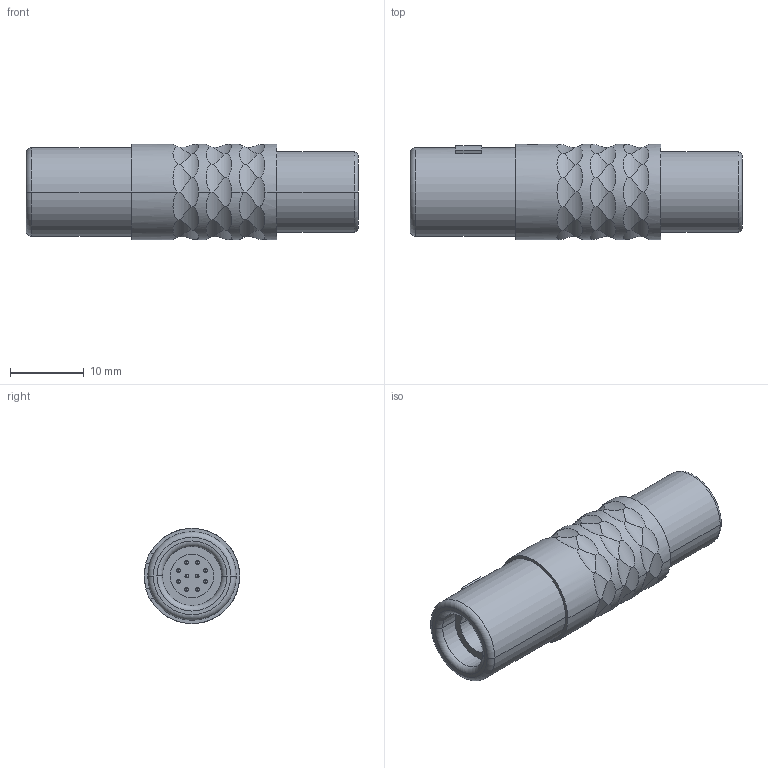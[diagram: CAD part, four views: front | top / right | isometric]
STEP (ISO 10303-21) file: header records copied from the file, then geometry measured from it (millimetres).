
FILE_DESCRIPTION((''),'2;1');
FILE_NAME('S11KCC-P10M','2013-01-22T',('rtrager'),(''),'PRO/ENGINEER BY PARAMETRIC TECHNOLOGY CORPORATION, 2010330','PRO/ENGINEER BY PARAMETRIC TECHNOLOGY CORPORATION, 2010330','');
FILE_SCHEMA(('CONFIG_CONTROL_DESIGN'));
Length unit declared in the file: millimetre
Products named in the file (1): S11KCC-P10M
Bounding box: 45 x 12.9 x 12.9 mm (x, y, z)
Volume: 4140.4 mm3; surface area: 2812.4 mm2
Topology: 1 solids, 1 shells, 255 faces, 670 edges, 426 vertices
Faces by surface type: cylinder 166, plane 44, sphere 20, torus 16, bspline 9
Entity records: 9313 total; most frequent: CARTESIAN_POINT 3386, ORIENTED_EDGE 1300, DIRECTION 1128, EDGE_CURVE 650, AXIS2_PLACEMENT_3D 479, VERTEX_POINT 426, EDGE_LOOP 284, FACE_OUTER_BOUND 255
